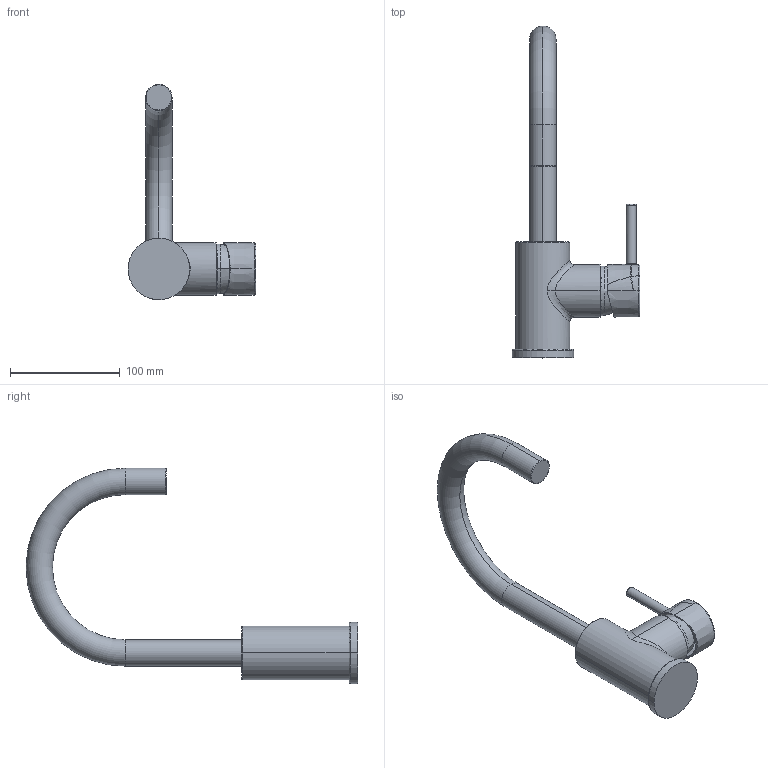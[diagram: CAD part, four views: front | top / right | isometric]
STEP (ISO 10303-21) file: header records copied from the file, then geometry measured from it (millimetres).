
FILE_DESCRIPTION((''),'2;1');
FILE_NAME('8203_SW0001','2021-02-16T14:26:06',('rsmith'),(''),'CREO PARAMETRIC BY PTC INC, 2018400','CREO PARAMETRIC BY PTC INC, 2018400','');
FILE_SCHEMA(('AUTOMOTIVE_DESIGN { 1 0 10303 214 1 1 1 1 }'));
Length unit declared in the file: inch
Products named in the file (1): 8203_SW0001
Bounding box: 116.3 x 301.8 x 196 mm (x, y, z)
Volume: 325693.1 mm3; surface area: 99810.4 mm2
Topology: 1 solids, 2 shells, 236 faces, 560 edges, 320 vertices
Faces by surface type: cylinder 76, bspline 72, plane 38, torus 26, sphere 16, cone 8
Entity records: 12943 total; most frequent: CARTESIAN_POINT 6316, ORIENTED_EDGE 1096, DIRECTION 842, PRESENTATION_STYLE_ASSIGNMENT 553, STYLED_ITEM 553, CURVE_STYLE 548, EDGE_CURVE 548, AXIS2_PLACEMENT_3D 355
